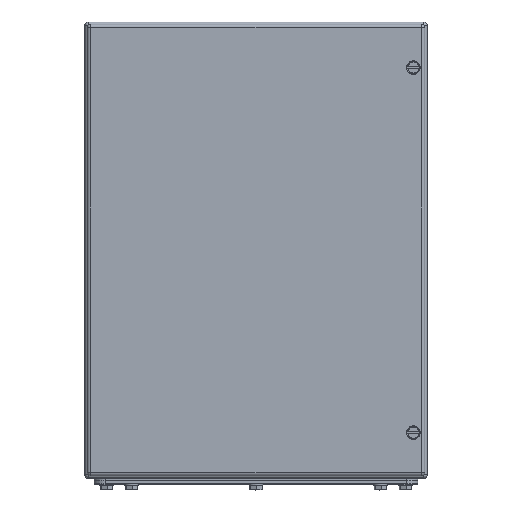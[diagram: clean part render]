
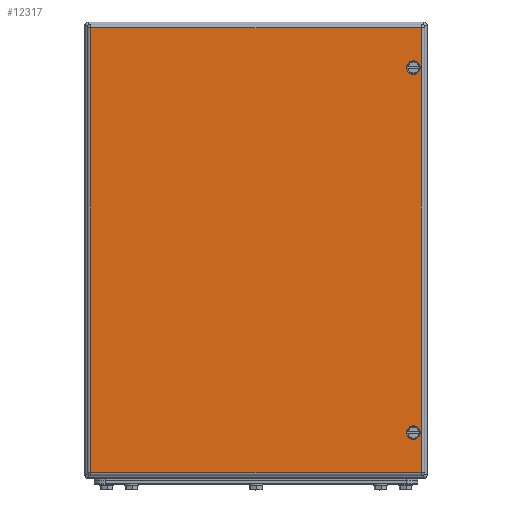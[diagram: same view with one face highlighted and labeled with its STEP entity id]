
A CAD part, top view. The second image highlights one B-rep face of the part: STEP entity #12317.
In plain terms, the highlighted planar face has unit normal (0, 0, 1).
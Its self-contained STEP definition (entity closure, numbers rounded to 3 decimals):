
#12259=AXIS2_PLACEMENT_3D('Plane Axis2P3D',#12256,#12257,#12258) ;
#12301=AXIS2_PLACEMENT_3D('Circle Axis2P3D',#12299,#12300,$) ;
#12310=AXIS2_PLACEMENT_3D('Circle Axis2P3D',#12308,#12309,$) ;
#12072=CARTESIAN_POINT('Vertex',(284.5,50.,200.)) ;
#12076=CARTESIAN_POINT('Control Point',(284.5,50.,200.)) ;
#12077=CARTESIAN_POINT('Control Point',(284.5,49.45,200.)) ;
#12078=CARTESIAN_POINT('Control Point',(284.608,48.9,200.)) ;
#12079=CARTESIAN_POINT('Control Point',(284.824,48.379,200.)) ;
#12080=CARTESIAN_POINT('Control Point',(285.449,47.449,200.)) ;
#12081=CARTESIAN_POINT('Control Point',(286.379,46.824,200.)) ;
#12082=CARTESIAN_POINT('Control Point',(286.9,46.608,200.)) ;
#12083=CARTESIAN_POINT('Control Point',(288.,46.392,200.)) ;
#12084=CARTESIAN_POINT('Control Point',(289.1,46.608,200.)) ;
#12085=CARTESIAN_POINT('Control Point',(289.621,46.824,200.)) ;
#12086=CARTESIAN_POINT('Control Point',(290.551,47.449,200.)) ;
#12087=CARTESIAN_POINT('Control Point',(291.176,48.379,200.)) ;
#12088=CARTESIAN_POINT('Control Point',(291.392,48.9,200.)) ;
#12089=CARTESIAN_POINT('Control Point',(291.5,49.45,200.)) ;
#12090=CARTESIAN_POINT('Control Point',(291.5,50.,200.)) ;
#12091=CARTESIAN_POINT('Vertex',(291.5,50.,200.)) ;
#12233=CARTESIAN_POINT('Control Point',(291.5,50.,200.)) ;
#12234=CARTESIAN_POINT('Control Point',(291.5,50.55,200.)) ;
#12235=CARTESIAN_POINT('Control Point',(291.392,51.1,200.)) ;
#12236=CARTESIAN_POINT('Control Point',(291.176,51.621,200.)) ;
#12237=CARTESIAN_POINT('Control Point',(290.551,52.551,200.)) ;
#12238=CARTESIAN_POINT('Control Point',(289.621,53.176,200.)) ;
#12239=CARTESIAN_POINT('Control Point',(289.1,53.392,200.)) ;
#12240=CARTESIAN_POINT('Control Point',(288.,53.608,200.)) ;
#12241=CARTESIAN_POINT('Control Point',(286.9,53.392,200.)) ;
#12242=CARTESIAN_POINT('Control Point',(286.379,53.176,200.)) ;
#12243=CARTESIAN_POINT('Control Point',(285.449,52.551,200.)) ;
#12244=CARTESIAN_POINT('Control Point',(284.824,51.621,200.)) ;
#12245=CARTESIAN_POINT('Control Point',(284.608,51.1,200.)) ;
#12246=CARTESIAN_POINT('Control Point',(284.5,50.55,200.)) ;
#12247=CARTESIAN_POINT('Control Point',(284.5,50.,200.)) ;
#12256=CARTESIAN_POINT('Axis2P3D Location',(150.,210.,200.)) ;
#12261=CARTESIAN_POINT('Line Origine',(295.,210.,200.)) ;
#12265=CARTESIAN_POINT('Vertex',(295.,15.,200.)) ;
#12267=CARTESIAN_POINT('Vertex',(295.,405.,200.)) ;
#12270=CARTESIAN_POINT('Line Origine',(150.,405.,200.)) ;
#12274=CARTESIAN_POINT('Vertex',(5.,405.,200.)) ;
#12277=CARTESIAN_POINT('Line Origine',(5.,210.,200.)) ;
#12281=CARTESIAN_POINT('Vertex',(5.,15.,200.)) ;
#12284=CARTESIAN_POINT('Line Origine',(150.,15.,200.)) ;
#12299=CARTESIAN_POINT('Axis2P3D Location',(288.,370.,200.)) ;
#12303=CARTESIAN_POINT('Vertex',(291.5,370.,200.)) ;
#12305=CARTESIAN_POINT('Vertex',(284.5,370.,200.)) ;
#12308=CARTESIAN_POINT('Axis2P3D Location',(288.,370.,200.)) ;
#12257=DIRECTION('Axis2P3D Direction',(0.,0.,1.)) ;
#12258=DIRECTION('Axis2P3D XDirection',(1.,0.,0.)) ;
#12262=DIRECTION('Vector Direction',(0.,1.,0.)) ;
#12271=DIRECTION('Vector Direction',(-1.,0.,0.)) ;
#12278=DIRECTION('Vector Direction',(0.,-1.,0.)) ;
#12285=DIRECTION('Vector Direction',(1.,0.,0.)) ;
#12300=DIRECTION('Axis2P3D Direction',(0.,0.,1.)) ;
#12309=DIRECTION('Axis2P3D Direction',(0.,0.,1.)) ;
#12263=VECTOR('Line Direction',#12262,1.) ;
#12272=VECTOR('Line Direction',#12271,1.) ;
#12279=VECTOR('Line Direction',#12278,1.) ;
#12286=VECTOR('Line Direction',#12285,1.) ;
#12290=ORIENTED_EDGE('',*,*,#12269,.T.) ;
#12291=ORIENTED_EDGE('',*,*,#12276,.T.) ;
#12292=ORIENTED_EDGE('',*,*,#12283,.T.) ;
#12293=ORIENTED_EDGE('',*,*,#12288,.T.) ;
#12296=ORIENTED_EDGE('',*,*,#12248,.F.) ;
#12297=ORIENTED_EDGE('',*,*,#12093,.F.) ;
#12314=ORIENTED_EDGE('',*,*,#12307,.F.) ;
#12315=ORIENTED_EDGE('',*,*,#12312,.F.) ;
#12298=FACE_BOUND('',#12295,.T.) ;
#12316=FACE_BOUND('',#12313,.T.) ;
#12317=ADVANCED_FACE('76192_ZUB_DE_HS_KEBI_400x300-1/76192_DE_HS_KEBI_400x300-1-solid1',(#12294,#12298,#12316),#12260,.T.) ;
#12075=B_SPLINE_CURVE_WITH_KNOTS('',5,(#12076,#12077,#12078,#12079,#12080,#12081,#12082,#12083,#12084,#12085,#12086,#12087,#12088,#12089,#12090),.UNSPECIFIED.,.F.,.U.,(6,3,3,3,6),(-5.498,-2.749,0.,2.749,5.498),.UNSPECIFIED.) ;
#12232=B_SPLINE_CURVE_WITH_KNOTS('',5,(#12233,#12234,#12235,#12236,#12237,#12238,#12239,#12240,#12241,#12242,#12243,#12244,#12245,#12246,#12247),.UNSPECIFIED.,.F.,.U.,(6,3,3,3,6),(-5.498,-2.749,0.,2.749,5.498),.UNSPECIFIED.) ;
#12302=CIRCLE('generated circle',#12301,3.5) ;
#12311=CIRCLE('generated circle',#12310,3.5) ;
#12093=EDGE_CURVE('',#12073,#12092,#12075,.T.) ;
#12248=EDGE_CURVE('',#12092,#12073,#12232,.T.) ;
#12269=EDGE_CURVE('',#12266,#12268,#12264,.T.) ;
#12276=EDGE_CURVE('',#12268,#12275,#12273,.T.) ;
#12283=EDGE_CURVE('',#12275,#12282,#12280,.T.) ;
#12288=EDGE_CURVE('',#12282,#12266,#12287,.T.) ;
#12307=EDGE_CURVE('',#12304,#12306,#12302,.T.) ;
#12312=EDGE_CURVE('',#12306,#12304,#12311,.T.) ;
#12289=EDGE_LOOP('',(#12290,#12291,#12292,#12293)) ;
#12295=EDGE_LOOP('',(#12296,#12297)) ;
#12313=EDGE_LOOP('',(#12314,#12315)) ;
#12294=FACE_OUTER_BOUND('',#12289,.T.) ;
#12264=LINE('Line',#12261,#12263) ;
#12273=LINE('Line',#12270,#12272) ;
#12280=LINE('Line',#12277,#12279) ;
#12287=LINE('Line',#12284,#12286) ;
#12260=PLANE('',#12259) ;
#12073=VERTEX_POINT('',#12072) ;
#12092=VERTEX_POINT('',#12091) ;
#12266=VERTEX_POINT('',#12265) ;
#12268=VERTEX_POINT('',#12267) ;
#12275=VERTEX_POINT('',#12274) ;
#12282=VERTEX_POINT('',#12281) ;
#12304=VERTEX_POINT('',#12303) ;
#12306=VERTEX_POINT('',#12305) ;
